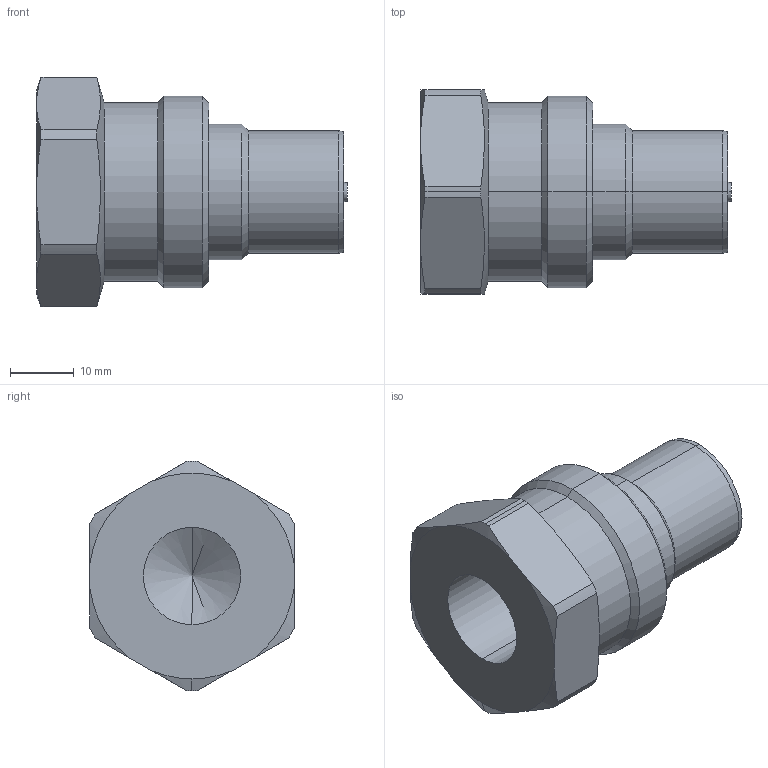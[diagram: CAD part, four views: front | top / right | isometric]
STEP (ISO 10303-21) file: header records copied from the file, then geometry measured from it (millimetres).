
FILE_DESCRIPTION (( 'STEP AP214' ), '1' );
FILE_NAME ('BH09.7102_IC_JV.STEP', '2015-07-16T11:53:51', ( '' ), ( '' ), 'SwSTEP 2.0', 'SolidWorks 2015', '' );
FILE_SCHEMA (( 'AUTOMOTIVE_DESIGN' ));
Length unit declared in the file: millimetre
Products named in the file (1): BH09.7102_IC_JV
Bounding box: 48.66 x 32 x 36 mm (x, y, z)
Volume: 22517.4 mm3; surface area: 6647.1 mm2
Topology: 1 solids, 1 shells, 48 faces, 115 edges, 70 vertices
Faces by surface type: cylinder 19, cone 19, plane 10
Entity records: 1476 total; most frequent: CARTESIAN_POINT 330, DIRECTION 244, ORIENTED_EDGE 226, EDGE_CURVE 113, AXIS2_PLACEMENT_3D 100, VERTEX_POINT 70, EDGE_LOOP 51, CIRCLE 51
